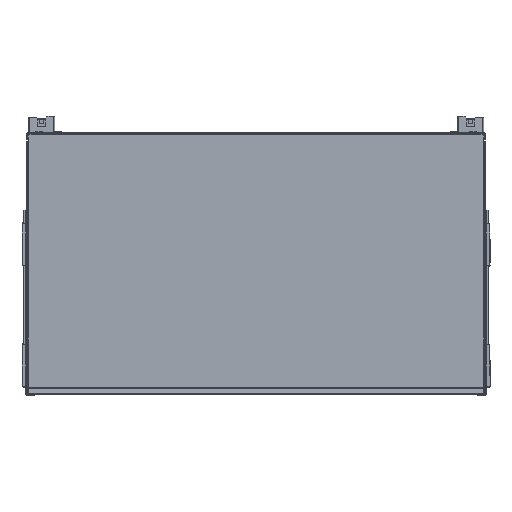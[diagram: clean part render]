
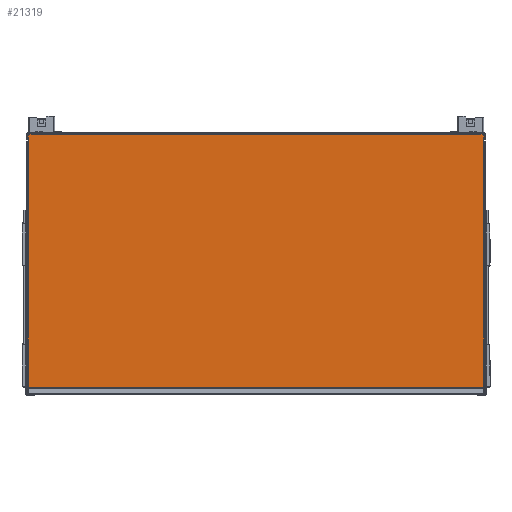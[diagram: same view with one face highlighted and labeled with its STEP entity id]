
A CAD part, top view. The second image highlights one B-rep face of the part: STEP entity #21319.
In plain terms, the highlighted planar face has unit normal (0, 0, 1).
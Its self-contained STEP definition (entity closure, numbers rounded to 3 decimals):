
#805=PLANE('',#22750);
#1722=FACE_OUTER_BOUND('',#2932,.T.);
#2932=EDGE_LOOP('',(#16972,#16973,#16974,#16975,#16976,#16977,#16978,#16979,
#16980,#16981,#16982,#16983,#16984,#16985));
#3894=LINE('',#29993,#6354);
#3919=LINE('',#30046,#6379);
#5080=LINE('',#34897,#7540);
#5083=LINE('',#34903,#7543);
#5084=LINE('',#34906,#7544);
#5086=LINE('',#34910,#7546);
#5091=LINE('',#34924,#7551);
#5092=LINE('',#34926,#7552);
#5093=LINE('',#34928,#7553);
#5094=LINE('',#34929,#7554);
#5095=LINE('',#34931,#7555);
#5096=LINE('',#34932,#7556);
#6354=VECTOR('',#24031,10.);
#6379=VECTOR('',#24066,10.);
#7540=VECTOR('',#26263,10.);
#7543=VECTOR('',#26268,10.);
#7544=VECTOR('',#26271,10.);
#7546=VECTOR('',#26275,10.);
#7551=VECTOR('',#26296,10.);
#7552=VECTOR('',#26299,10.);
#7553=VECTOR('',#26300,10.);
#7554=VECTOR('',#26301,10.);
#7555=VECTOR('',#26302,10.);
#7556=VECTOR('',#26303,10.);
#8799=CIRCLE('',#22213,1.);
#8802=CIRCLE('',#22219,1.);
#9398=VERTEX_POINT('',#29980);
#9399=VERTEX_POINT('',#29981);
#9403=VERTEX_POINT('',#29991);
#9421=VERTEX_POINT('',#30031);
#9422=VERTEX_POINT('',#30032);
#9426=VERTEX_POINT('',#30044);
#10331=VERTEX_POINT('',#34893);
#10332=VERTEX_POINT('',#34895);
#10333=VERTEX_POINT('',#34899);
#10334=VERTEX_POINT('',#34901);
#10335=VERTEX_POINT('',#34905);
#10336=VERTEX_POINT('',#34909);
#10338=VERTEX_POINT('',#34927);
#10339=VERTEX_POINT('',#34930);
#11417=EDGE_CURVE('',#9398,#9399,#8799,.T.);
#11423=EDGE_CURVE('',#9403,#9398,#3894,.T.);
#11442=EDGE_CURVE('',#9421,#9422,#8802,.T.);
#11450=EDGE_CURVE('',#9426,#9421,#3919,.T.);
#12761=EDGE_CURVE('',#10332,#10331,#5080,.T.);
#12764=EDGE_CURVE('',#10334,#10333,#5083,.T.);
#12765=EDGE_CURVE('',#10335,#9422,#5084,.T.);
#12767=EDGE_CURVE('',#9399,#10336,#5086,.T.);
#12776=EDGE_CURVE('',#10336,#9426,#5091,.T.);
#12777=EDGE_CURVE('',#10331,#9403,#5092,.T.);
#12778=EDGE_CURVE('',#10338,#10332,#5093,.T.);
#12779=EDGE_CURVE('',#10338,#10333,#5094,.T.);
#12780=EDGE_CURVE('',#10339,#10334,#5095,.T.);
#12781=EDGE_CURVE('',#10339,#10335,#5096,.T.);
#16972=ORIENTED_EDGE('',*,*,#11417,.F.);
#16973=ORIENTED_EDGE('',*,*,#11423,.F.);
#16974=ORIENTED_EDGE('',*,*,#12777,.F.);
#16975=ORIENTED_EDGE('',*,*,#12761,.F.);
#16976=ORIENTED_EDGE('',*,*,#12778,.F.);
#16977=ORIENTED_EDGE('',*,*,#12779,.T.);
#16978=ORIENTED_EDGE('',*,*,#12764,.F.);
#16979=ORIENTED_EDGE('',*,*,#12780,.F.);
#16980=ORIENTED_EDGE('',*,*,#12781,.T.);
#16981=ORIENTED_EDGE('',*,*,#12765,.T.);
#16982=ORIENTED_EDGE('',*,*,#11442,.F.);
#16983=ORIENTED_EDGE('',*,*,#11450,.F.);
#16984=ORIENTED_EDGE('',*,*,#12776,.F.);
#16985=ORIENTED_EDGE('',*,*,#12767,.F.);
#21319=ADVANCED_FACE('',(#1722),#805,.T.);
#22213=AXIS2_PLACEMENT_3D('',#29982,#24021,#24022);
#22219=AXIS2_PLACEMENT_3D('',#30033,#24055,#24056);
#22750=AXIS2_PLACEMENT_3D('',#34925,#26297,#26298);
#24021=DIRECTION('center_axis',(0.,0.,-1.));
#24022=DIRECTION('ref_axis',(-0.707,0.707,0.));
#24031=DIRECTION('',(0.,1.,0.));
#24055=DIRECTION('center_axis',(0.,0.,-1.));
#24056=DIRECTION('ref_axis',(0.707,0.707,0.));
#24066=DIRECTION('',(1.,0.,0.));
#26263=DIRECTION('',(-1.,0.,0.));
#26268=DIRECTION('',(0.,-1.,0.));
#26271=DIRECTION('',(0.,1.,0.));
#26275=DIRECTION('',(1.,0.,0.));
#26296=DIRECTION('',(1.,0.,0.));
#26297=DIRECTION('center_axis',(0.,0.,1.));
#26298=DIRECTION('ref_axis',(1.,0.,0.));
#26299=DIRECTION('',(0.,1.,0.));
#26300=DIRECTION('',(0.,1.,0.));
#26301=DIRECTION('',(1.,0.,0.));
#26302=DIRECTION('',(-1.,0.,0.));
#26303=DIRECTION('',(0.,1.,0.));
#29980=CARTESIAN_POINT('',(-422.75,482.85,1.25));
#29981=CARTESIAN_POINT('',(-421.75,483.85,1.25));
#29982=CARTESIAN_POINT('Origin',(-421.75,482.85,1.25));
#29991=CARTESIAN_POINT('',(-422.75,471.15,1.25));
#29993=CARTESIAN_POINT('',(-422.75,471.15,1.25));
#30031=CARTESIAN_POINT('',(421.75,483.85,1.25));
#30032=CARTESIAN_POINT('',(422.75,482.85,1.25));
#30033=CARTESIAN_POINT('Origin',(421.75,482.85,1.25));
#30044=CARTESIAN_POINT('',(415.05,483.85,1.25));
#30046=CARTESIAN_POINT('',(415.05,483.85,1.25));
#34893=CARTESIAN_POINT('',(-422.75,13.15,1.25));
#34895=CARTESIAN_POINT('',(-410.05,13.15,1.25));
#34897=CARTESIAN_POINT('',(-410.05,13.15,1.25));
#34899=CARTESIAN_POINT('',(410.05,11.9,1.25));
#34901=CARTESIAN_POINT('',(410.05,13.15,1.25));
#34903=CARTESIAN_POINT('',(410.05,13.15,1.25));
#34905=CARTESIAN_POINT('',(422.75,471.15,1.25));
#34906=CARTESIAN_POINT('',(422.75,130.512,1.25));
#34909=CARTESIAN_POINT('',(-415.05,483.85,1.25));
#34910=CARTESIAN_POINT('',(415.05,483.85,1.25));
#34924=CARTESIAN_POINT('',(415.05,483.85,1.25));
#34925=CARTESIAN_POINT('Origin',(0.,247.875,
1.25));
#34926=CARTESIAN_POINT('',(-422.75,471.15,1.25));
#34927=CARTESIAN_POINT('',(-410.05,11.9,1.25));
#34928=CARTESIAN_POINT('',(-410.05,9.4,1.25));
#34929=CARTESIAN_POINT('',(205.025,11.9,1.25));
#34930=CARTESIAN_POINT('',(422.75,13.15,1.25));
#34931=CARTESIAN_POINT('',(425.25,13.15,1.25));
#34932=CARTESIAN_POINT('',(422.75,130.512,1.25));
